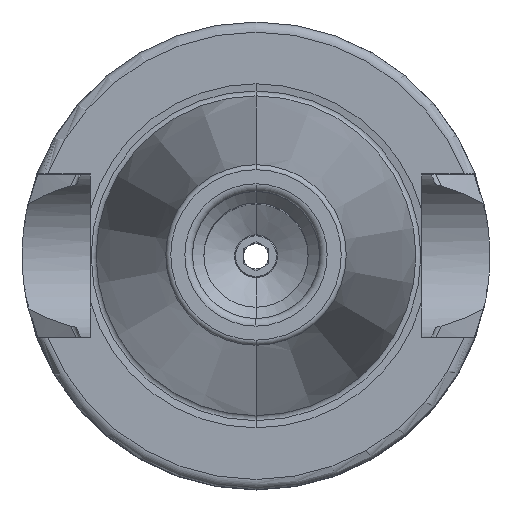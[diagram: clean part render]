
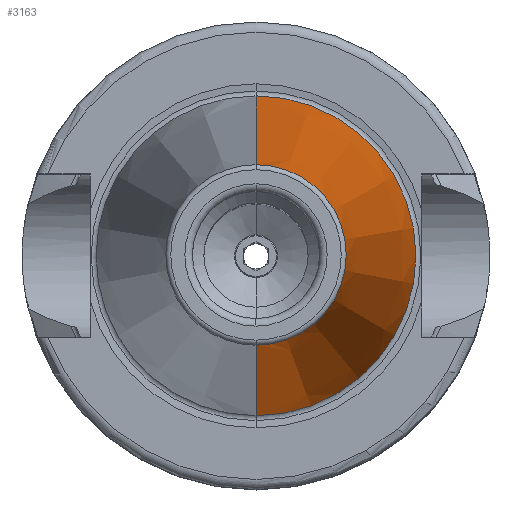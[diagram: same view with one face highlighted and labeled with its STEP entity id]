
A CAD part, top view. The second image highlights one B-rep face of the part: STEP entity #3163.
In plain terms, the highlighted conical face has half-angle 8.297 degrees and reference radius 12.304 mm.
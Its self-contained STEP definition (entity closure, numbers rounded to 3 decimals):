
#1170=CARTESIAN_POINT('',(0,0,69.972));
#1171=DIRECTION('',(0,0,1));
#1172=DIRECTION('',(0,-1,0));
#1173=AXIS2_PLACEMENT_3D('',#1170,#1171,#1172);
#1175=CARTESIAN_POINT('',(0,0,23));
#1176=DIRECTION('',(0,0,-1));
#1177=DIRECTION('',(0,1,0));
#1178=AXIS2_PLACEMENT_3D('',#1175,#1176,#1177);
#1319=DIRECTION('',(0.,0.144,0.99));
#1320=VECTOR('',#1319,47.469);
#1321=CARTESIAN_POINT('',(0,-15.729,23));
#1322=LINE('',#1321,#1320);
#1328=DIRECTION('',(0.,-0.144,0.99));
#1329=VECTOR('',#1328,47.469);
#1330=CARTESIAN_POINT('',(0,15.729,23));
#1331=LINE('',#1330,#1329);
#1464=CARTESIAN_POINT('',(0,15.729,23));
#1466=VERTEX_POINT('',#1464);
#1480=CARTESIAN_POINT('',(0,-15.729,23));
#1482=VERTEX_POINT('',#1480);
#1507=CARTESIAN_POINT('',(0,8.879,69.972));
#1508=CARTESIAN_POINT('',(0,-8.879,69.972));
#1509=VERTEX_POINT('',#1507);
#1510=VERTEX_POINT('',#1508);
#3149=CARTESIAN_POINT('',(0,0,46.486));
#3150=DIRECTION('',(0,0,-1));
#3151=DIRECTION('',(0,-1,0));
#3152=AXIS2_PLACEMENT_3D('',#3149,#3150,#3151);
#3153=CONICAL_SURFACE('',#3152,12.304,8.297);
#3155=ORIENTED_EDGE('',*,*,#3154,.T.);
#3157=ORIENTED_EDGE('',*,*,#3156,.F.);
#3158=ORIENTED_EDGE('',*,*,#3144,.T.);
#3160=ORIENTED_EDGE('',*,*,#3159,.T.);
#3161=EDGE_LOOP('',(#3155,#3157,#3158,#3160));
#3162=FACE_OUTER_BOUND('',#3161,.F.);
#3163=ADVANCED_FACE('',(#3162),#3153,.T.);
#1174=CIRCLE('',#1173,8.879);
#1179=CIRCLE('',#1178,15.729);
#3144=EDGE_CURVE('',#1466,#1482,#1179,.T.);
#3154=EDGE_CURVE('',#1510,#1509,#1174,.T.);
#3156=EDGE_CURVE('',#1466,#1509,#1331,.T.);
#3159=EDGE_CURVE('',#1482,#1510,#1322,.T.);
